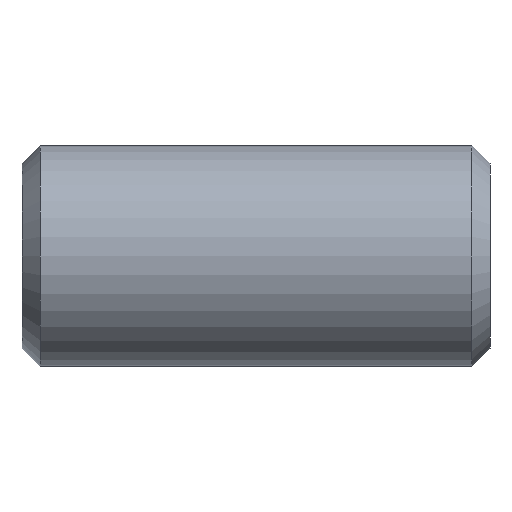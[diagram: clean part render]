
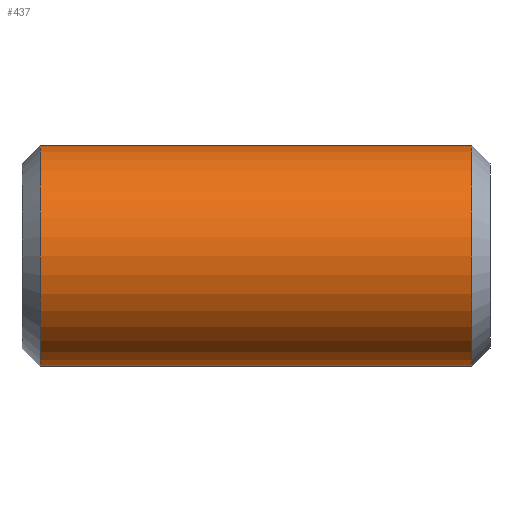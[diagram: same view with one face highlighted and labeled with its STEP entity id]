
A CAD part, left-side view. The second image highlights one B-rep face of the part: STEP entity #437.
In plain terms, the highlighted cylindrical face has radius 6 mm (diameter 12 mm), a partial arc.
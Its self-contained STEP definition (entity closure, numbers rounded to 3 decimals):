
#5 = VERTEX_POINT ( 'NONE', #31 ) ;
#13 = DIRECTION ( 'NONE',  ( 0., 0., -1. ) ) ;
#31 = CARTESIAN_POINT ( 'NONE',  ( 0., 1., -6. ) ) ;
#36 = FACE_OUTER_BOUND ( 'NONE', #219, .T. ) ;
#53 = DIRECTION ( 'NONE',  ( 0., -1., 0. ) ) ;
#57 = ORIENTED_EDGE ( 'NONE', *, *, #201, .T. ) ;
#66 = DIRECTION ( 'NONE',  ( 0., -1., 0. ) ) ;
#81 = AXIS2_PLACEMENT_3D ( 'NONE', #85, #424, #385 ) ;
#85 = CARTESIAN_POINT ( 'NONE',  ( 0., 1., 0. ) ) ;
#86 = CYLINDRICAL_SURFACE ( 'NONE', #379, 6. ) ;
#93 = ORIENTED_EDGE ( 'NONE', *, *, #480, .T. ) ;
#113 = CIRCLE ( 'NONE', #81, 6. ) ;
#115 = VERTEX_POINT ( 'NONE', #404 ) ;
#119 = CARTESIAN_POINT ( 'NONE',  ( 0., -4.973, 6. ) ) ;
#124 = DIRECTION ( 'NONE',  ( 0., -1., 0. ) ) ;
#131 = CARTESIAN_POINT ( 'NONE',  ( 0., 24.4, -6. ) ) ;
#147 = VECTOR ( 'NONE', #124, 1000. ) ;
#162 = CARTESIAN_POINT ( 'NONE',  ( 0., -4.973, -6. ) ) ;
#200 = CARTESIAN_POINT ( 'NONE',  ( 0., -4.973, 0. ) ) ;
#201 = EDGE_CURVE ( 'NONE', #335, #5, #313, .T. ) ;
#219 = EDGE_LOOP ( 'NONE', ( #340, #93, #57, #284 ) ) ;
#236 = CIRCLE ( 'NONE', #349, 6. ) ;
#237 = CARTESIAN_POINT ( 'NONE',  ( 0., 24.4, 6. ) ) ;
#250 = CARTESIAN_POINT ( 'NONE',  ( 0., 24.4, 0. ) ) ;
#284 = ORIENTED_EDGE ( 'NONE', *, *, #453, .F. ) ;
#292 = DIRECTION ( 'NONE',  ( 0., 0., -1. ) ) ;
#313 = LINE ( 'NONE', #162, #397 ) ;
#328 = VERTEX_POINT ( 'NONE', #237 ) ;
#335 = VERTEX_POINT ( 'NONE', #131 ) ;
#340 = ORIENTED_EDGE ( 'NONE', *, *, #402, .F. ) ;
#349 = AXIS2_PLACEMENT_3D ( 'NONE', #250, #472, #292 ) ;
#379 = AXIS2_PLACEMENT_3D ( 'NONE', #200, #53, #13 ) ;
#385 = DIRECTION ( 'NONE',  ( 0., 0., -1. ) ) ;
#397 = VECTOR ( 'NONE', #66, 1000. ) ;
#402 = EDGE_CURVE ( 'NONE', #328, #115, #444, .T. ) ;
#404 = CARTESIAN_POINT ( 'NONE',  ( 0., 1., 6. ) ) ;
#424 = DIRECTION ( 'NONE',  ( 0., -1., 0. ) ) ;
#437 = ADVANCED_FACE ( 'NONE', ( #36 ), #86, .T. ) ;
#444 = LINE ( 'NONE', #119, #147 ) ;
#453 = EDGE_CURVE ( 'NONE', #115, #5, #113, .T. ) ;
#472 = DIRECTION ( 'NONE',  ( 0., -1., 0. ) ) ;
#480 = EDGE_CURVE ( 'NONE', #328, #335, #236, .T. ) ;
